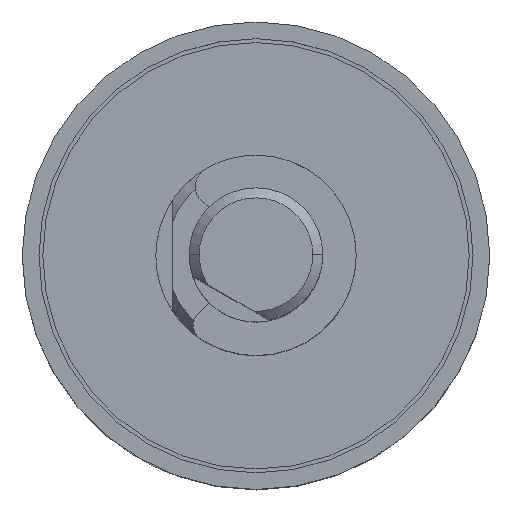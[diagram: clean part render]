
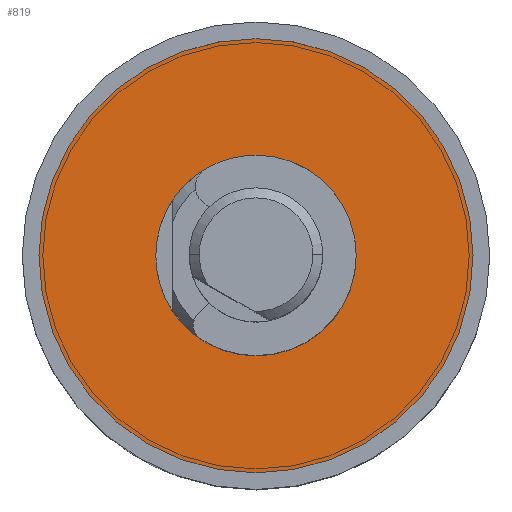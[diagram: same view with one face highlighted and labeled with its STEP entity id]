
A CAD part, top view. The second image highlights one B-rep face of the part: STEP entity #819.
In plain terms, the highlighted planar face has unit normal (0, 0, 1).
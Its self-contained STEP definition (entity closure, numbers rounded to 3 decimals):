
#29 = AXIS2_PLACEMENT_3D ( 'NONE', #7858, #11551, #6971 ) ;
#819 = ADVANCED_FACE ( 'NONE', ( #5300, #5122 ), #9294, .T. ) ;
#1110 = DIRECTION ( 'NONE',  ( 0., 0., 1. ) ) ;
#1645 = AXIS2_PLACEMENT_3D ( 'NONE', #9936, #4348, #11033 ) ;
#1653 = ORIENTED_EDGE ( 'NONE', *, *, #9449, .T. ) ;
#1982 = CARTESIAN_POINT ( 'NONE',  ( 0., 0., 0.5 ) ) ;
#2248 = AXIS2_PLACEMENT_3D ( 'NONE', #4594, #7458, #8373 ) ;
#2334 = ORIENTED_EDGE ( 'NONE', *, *, #6562, .T. ) ;
#2399 = AXIS2_PLACEMENT_3D ( 'NONE', #6406, #3544, #7342 ) ;
#3363 = ORIENTED_EDGE ( 'NONE', *, *, #11247, .T. ) ;
#3530 = EDGE_LOOP ( 'NONE', ( #3363, #9962 ) ) ;
#3544 = DIRECTION ( 'NONE',  ( 0., 0., 1. ) ) ;
#4348 = DIRECTION ( 'NONE',  ( 0., 0., -1. ) ) ;
#4514 = AXIS2_PLACEMENT_3D ( 'NONE', #1982, #1110, #8450 ) ;
#4594 = CARTESIAN_POINT ( 'NONE',  ( 0., 0., 0.5 ) ) ;
#4663 = VERTEX_POINT ( 'NONE', #11770 ) ;
#5122 = FACE_OUTER_BOUND ( 'NONE', #5273, .T. ) ;
#5273 = EDGE_LOOP ( 'NONE', ( #1653, #2334 ) ) ;
#5300 = FACE_BOUND ( 'NONE', #3530, .T. ) ;
#5310 = VERTEX_POINT ( 'NONE', #11996 ) ;
#6282 = VERTEX_POINT ( 'NONE', #8009 ) ;
#6406 = CARTESIAN_POINT ( 'NONE',  ( 0., 0., 0.5 ) ) ;
#6562 = EDGE_CURVE ( 'NONE', #5310, #4663, #8967, .T. ) ;
#6855 = VERTEX_POINT ( 'NONE', #9532 ) ;
#6971 = DIRECTION ( 'NONE',  ( 1., 0., 0. ) ) ;
#7342 = DIRECTION ( 'NONE',  ( 1., 0., 0. ) ) ;
#7458 = DIRECTION ( 'NONE',  ( 0., 0., -1. ) ) ;
#7858 = CARTESIAN_POINT ( 'NONE',  ( 3., 0., 0.5 ) ) ;
#8009 = CARTESIAN_POINT ( 'NONE',  ( 3., 0., 0.5 ) ) ;
#8373 = DIRECTION ( 'NONE',  ( -1., 0., 0. ) ) ;
#8450 = DIRECTION ( 'NONE',  ( 1., 0., 0. ) ) ;
#8735 = CIRCLE ( 'NONE', #2399, 6.5 ) ;
#8967 = CIRCLE ( 'NONE', #4514, 6.5 ) ;
#9294 = PLANE ( 'NONE',  #29 ) ;
#9449 = EDGE_CURVE ( 'NONE', #4663, #5310, #8735, .T. ) ;
#9532 = CARTESIAN_POINT ( 'NONE',  ( -3., 0., 0.5 ) ) ;
#9936 = CARTESIAN_POINT ( 'NONE',  ( 0., 0., 0.5 ) ) ;
#9962 = ORIENTED_EDGE ( 'NONE', *, *, #11154, .T. ) ;
#11033 = DIRECTION ( 'NONE',  ( -1., 0., 0. ) ) ;
#11154 = EDGE_CURVE ( 'NONE', #6282, #6855, #11450, .T. ) ;
#11170 = CIRCLE ( 'NONE', #2248, 3. ) ;
#11247 = EDGE_CURVE ( 'NONE', #6855, #6282, #11170, .T. ) ;
#11450 = CIRCLE ( 'NONE', #1645, 3. ) ;
#11551 = DIRECTION ( 'NONE',  ( 0., 0., 1. ) ) ;
#11770 = CARTESIAN_POINT ( 'NONE',  ( 6.5, 0., 0.5 ) ) ;
#11996 = CARTESIAN_POINT ( 'NONE',  ( -6.5, 0., 0.5 ) ) ;
